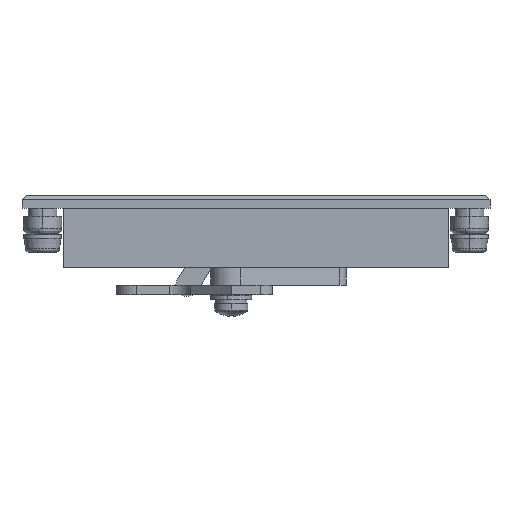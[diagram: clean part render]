
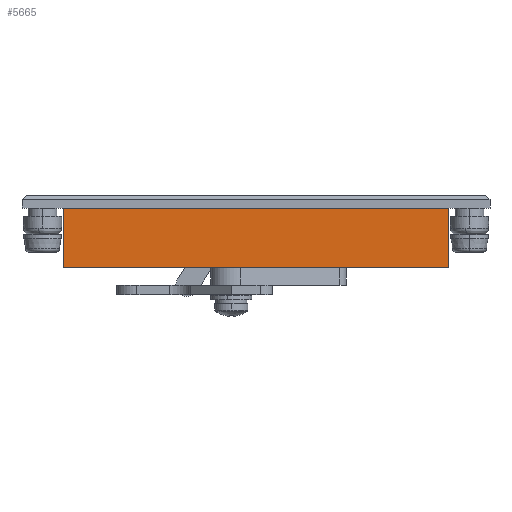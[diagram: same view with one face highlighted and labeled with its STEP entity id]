
A CAD part, left-side view. The second image highlights one B-rep face of the part: STEP entity #5665.
In plain terms, the highlighted planar face has unit normal (-1, 0, 0).
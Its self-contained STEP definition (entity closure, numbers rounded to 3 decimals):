
#5424 = VERTEX_POINT ( 'NONE', #10788 ) ;
#5426 = EDGE_CURVE ( 'NONE', #5424, #5427, #10787, .T. ) ;
#5427 = VERTEX_POINT ( 'NONE', #10783 ) ;
#5554 = VERTEX_POINT ( 'NONE', #10967 ) ;
#5556 = EDGE_CURVE ( 'NONE', #5557, #5554, #10966, .T. ) ;
#5557 = VERTEX_POINT ( 'NONE', #10962 ) ;
#5665 = ADVANCED_FACE ( 'NONE', ( #11115 ), #11114, .F. ) ;
#5666 = EDGE_LOOP ( 'NONE', ( #5667, #5668, #5670, #5671 ) ) ;
#5667 = ORIENTED_EDGE ( 'NONE', *, *, #5556, .T. ) ;
#5668 = ORIENTED_EDGE ( 'NONE', *, *, #5669, .F. ) ;
#5669 = EDGE_CURVE ( 'NONE', #5427, #5554, #11175, .T. ) ;
#5670 = ORIENTED_EDGE ( 'NONE', *, *, #5426, .F. ) ;
#5671 = ORIENTED_EDGE ( 'NONE', *, *, #5687, .T. ) ;
#5687 = EDGE_CURVE ( 'NONE', #5424, #5557, #11211, .T. ) ;
#10783 = CARTESIAN_POINT ( 'NONE',  ( -10.5, 47., -14.5 ) ) ;
#10784 = DIRECTION ( 'NONE',  ( 0., 1., 0. ) ) ;
#10785 = VECTOR ( 'NONE', #10784, 1000. ) ;
#10786 = CARTESIAN_POINT ( 'NONE',  ( -10.5, 47., -14.5 ) ) ;
#10787 = LINE ( 'NONE', #10786, #10785 ) ;
#10788 = CARTESIAN_POINT ( 'NONE',  ( -10.5, -47., -14.5 ) ) ;
#10962 = CARTESIAN_POINT ( 'NONE',  ( -10.5, -47., 0. ) ) ;
#10963 = DIRECTION ( 'NONE',  ( 0., 1., 0. ) ) ;
#10964 = VECTOR ( 'NONE', #10963, 1000. ) ;
#10965 = CARTESIAN_POINT ( 'NONE',  ( -10.5, 47., 0. ) ) ;
#10966 = LINE ( 'NONE', #10965, #10964 ) ;
#10967 = CARTESIAN_POINT ( 'NONE',  ( -10.5, 47., 0. ) ) ;
#11114 = PLANE ( 'NONE',  #11179 ) ;
#11115 = FACE_OUTER_BOUND ( 'NONE', #5666, .T. ) ;
#11172 = DIRECTION ( 'NONE',  ( 0., 0., 1. ) ) ;
#11173 = VECTOR ( 'NONE', #11172, 1000. ) ;
#11174 = CARTESIAN_POINT ( 'NONE',  ( -10.5, 47., -14.5 ) ) ;
#11175 = LINE ( 'NONE', #11174, #11173 ) ;
#11176 = DIRECTION ( 'NONE',  ( 0., 1., 0. ) ) ;
#11177 = DIRECTION ( 'NONE',  ( 1., 0., 0. ) ) ;
#11178 = CARTESIAN_POINT ( 'NONE',  ( -10.5, 47., -14.5 ) ) ;
#11179 = AXIS2_PLACEMENT_3D ( 'NONE', #11178, #11177, #11176 ) ;
#11208 = DIRECTION ( 'NONE',  ( 0., 0., 1. ) ) ;
#11209 = VECTOR ( 'NONE', #11208, 1000. ) ;
#11210 = CARTESIAN_POINT ( 'NONE',  ( -10.5, -47., -14.5 ) ) ;
#11211 = LINE ( 'NONE', #11210, #11209 ) ;
